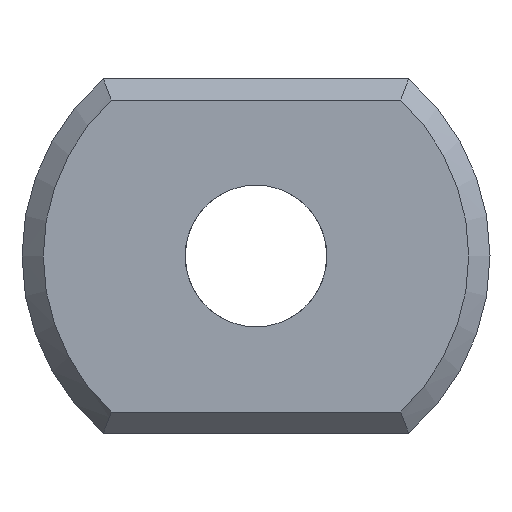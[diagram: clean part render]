
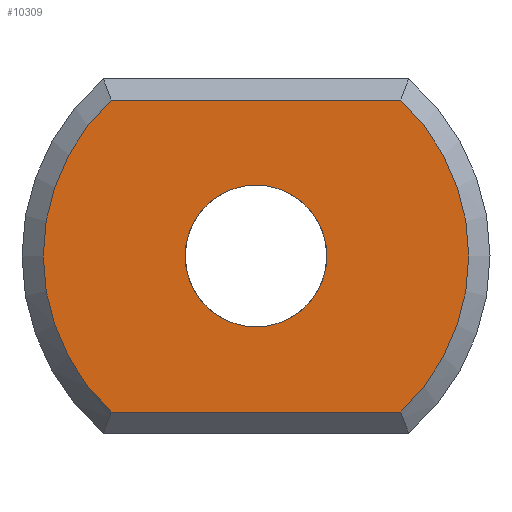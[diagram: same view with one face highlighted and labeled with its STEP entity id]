
A CAD part, left-side view. The second image highlights one B-rep face of the part: STEP entity #10309.
In plain terms, the highlighted planar face has unit normal (-1, 0, 0).
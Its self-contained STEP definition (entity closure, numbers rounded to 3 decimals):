
#24 = VERTEX_POINT('',#25);
#25 = CARTESIAN_POINT('',(0.,-2.04,2.2));
#33 = PLANE('',#34);
#34 = AXIS2_PLACEMENT_3D('',#35,#36,#37);
#35 = CARTESIAN_POINT('',(0.15,-2.154,2.35));
#36 = DIRECTION('',(0.707,0.,-0.707));
#37 = DIRECTION('',(0.,-1.,0.));
#45 = CONICAL_SURFACE('',#46,3.3,0.785);
#46 = AXIS2_PLACEMENT_3D('',#47,#48,#49);
#47 = CARTESIAN_POINT('',(0.3,0.,0.));
#48 = DIRECTION('',(1.,0.,0.));
#49 = DIRECTION('',(0.,-0.653,0.758));
#89 = VERTEX_POINT('',#90);
#90 = CARTESIAN_POINT('',(0.,2.04,2.2));
#105 = CONICAL_SURFACE('',#106,3.3,0.785);
#106 = AXIS2_PLACEMENT_3D('',#107,#108,#109);
#107 = CARTESIAN_POINT('',(0.3,0.,0.));
#108 = DIRECTION('',(1.,0.,0.));
#109 = DIRECTION('',(0.,0.653,-0.758));
#120 = EDGE_CURVE('',#24,#89,#121,.T.);
#121 = SURFACE_CURVE('',#122,(#126,#133),.PCURVE_S1.);
#122 = LINE('',#123,#124);
#123 = CARTESIAN_POINT('',(0.,-2.154,2.2));
#124 = VECTOR('',#125,1.);
#125 = DIRECTION('',(0.,1.,0.));
#126 = PCURVE('',#33,#127);
#127 = DEFINITIONAL_REPRESENTATION('',(#128),#132);
#128 = LINE('',#129,#130);
#129 = CARTESIAN_POINT('',(0.,0.212));
#130 = VECTOR('',#131,1.);
#131 = DIRECTION('',(-1.,0.));
#132 = ( GEOMETRIC_REPRESENTATION_CONTEXT(2) 
PARAMETRIC_REPRESENTATION_CONTEXT() REPRESENTATION_CONTEXT('2D SPACE',''
  ) );
#133 = PCURVE('',#134,#139);
#134 = PLANE('',#135);
#135 = AXIS2_PLACEMENT_3D('',#136,#137,#138);
#136 = CARTESIAN_POINT('',(0.,0.,0.));
#137 = DIRECTION('',(1.,0.,0.));
#138 = DIRECTION('',(0.,0.,1.));
#139 = DEFINITIONAL_REPRESENTATION('',(#140),#144);
#140 = LINE('',#141,#142);
#141 = CARTESIAN_POINT('',(2.2,2.154));
#142 = VECTOR('',#143,1.);
#143 = DIRECTION('',(0.,-1.));
#144 = ( GEOMETRIC_REPRESENTATION_CONTEXT(2) 
PARAMETRIC_REPRESENTATION_CONTEXT() REPRESENTATION_CONTEXT('2D SPACE',''
  ) );
#180 = VERTEX_POINT('',#181);
#181 = CARTESIAN_POINT('',(0.,-2.04,-2.2));
#199 = PLANE('',#200);
#200 = AXIS2_PLACEMENT_3D('',#201,#202,#203);
#201 = CARTESIAN_POINT('',(0.15,-2.154,-2.35));
#202 = DIRECTION('',(-0.707,0.,-0.707));
#203 = DIRECTION('',(0.,-1.,0.));
#211 = EDGE_CURVE('',#24,#180,#212,.T.);
#212 = SURFACE_CURVE('',#213,(#218,#225),.PCURVE_S1.);
#213 = CIRCLE('',#214,3.);
#214 = AXIS2_PLACEMENT_3D('',#215,#216,#217);
#215 = CARTESIAN_POINT('',(0.,0.,0.));
#216 = DIRECTION('',(1.,0.,0.));
#217 = DIRECTION('',(0.,-0.653,0.758)
  );
#218 = PCURVE('',#45,#219);
#219 = DEFINITIONAL_REPRESENTATION('',(#220),#224);
#220 = LINE('',#221,#222);
#221 = CARTESIAN_POINT('',(0.,-0.3));
#222 = VECTOR('',#223,1.);
#223 = DIRECTION('',(1.,-0.));
#224 = ( GEOMETRIC_REPRESENTATION_CONTEXT(2) 
PARAMETRIC_REPRESENTATION_CONTEXT() REPRESENTATION_CONTEXT('2D SPACE',''
  ) );
#225 = PCURVE('',#134,#226);
#226 = DEFINITIONAL_REPRESENTATION('',(#227),#231);
#227 = CIRCLE('',#228,3.);
#228 = AXIS2_PLACEMENT_2D('',#229,#230);
#229 = CARTESIAN_POINT('',(0.,0.));
#230 = DIRECTION('',(0.758,0.653));
#231 = ( GEOMETRIC_REPRESENTATION_CONTEXT(2) 
PARAMETRIC_REPRESENTATION_CONTEXT() REPRESENTATION_CONTEXT('2D SPACE',''
  ) );
#10309 = ADVANCED_FACE('',(#10310,#10359),#134,.F.);
#10310 = FACE_BOUND('',#10311,.F.);
#10311 = EDGE_LOOP('',(#10312,#10336,#10337,#10338));
#10312 = ORIENTED_EDGE('',*,*,#10313,.T.);
#10313 = EDGE_CURVE('',#10314,#89,#10316,.T.);
#10314 = VERTEX_POINT('',#10315);
#10315 = CARTESIAN_POINT('',(0.,2.04,-2.2));
#10316 = SURFACE_CURVE('',#10317,(#10322,#10329),.PCURVE_S1.);
#10317 = CIRCLE('',#10318,3.);
#10318 = AXIS2_PLACEMENT_3D('',#10319,#10320,#10321);
#10319 = CARTESIAN_POINT('',(0.,0.,0.));
#10320 = DIRECTION('',(1.,0.,0.));
#10321 = DIRECTION('',(0.,0.653,-0.758)
  );
#10322 = PCURVE('',#134,#10323);
#10323 = DEFINITIONAL_REPRESENTATION('',(#10324),#10328);
#10324 = CIRCLE('',#10325,3.);
#10325 = AXIS2_PLACEMENT_2D('',#10326,#10327);
#10326 = CARTESIAN_POINT('',(0.,0.));
#10327 = DIRECTION('',(-0.758,-0.653));
#10328 = ( GEOMETRIC_REPRESENTATION_CONTEXT(2) 
PARAMETRIC_REPRESENTATION_CONTEXT() REPRESENTATION_CONTEXT('2D SPACE',''
  ) );
#10329 = PCURVE('',#105,#10330);
#10330 = DEFINITIONAL_REPRESENTATION('',(#10331),#10335);
#10331 = LINE('',#10332,#10333);
#10332 = CARTESIAN_POINT('',(0.,-0.3));
#10333 = VECTOR('',#10334,1.);
#10334 = DIRECTION('',(1.,-0.));
#10335 = ( GEOMETRIC_REPRESENTATION_CONTEXT(2) 
PARAMETRIC_REPRESENTATION_CONTEXT() REPRESENTATION_CONTEXT('2D SPACE',''
  ) );
#10336 = ORIENTED_EDGE('',*,*,#120,.F.);
#10337 = ORIENTED_EDGE('',*,*,#211,.T.);
#10338 = ORIENTED_EDGE('',*,*,#10339,.T.);
#10339 = EDGE_CURVE('',#180,#10314,#10340,.T.);
#10340 = SURFACE_CURVE('',#10341,(#10345,#10352),.PCURVE_S1.);
#10341 = LINE('',#10342,#10343);
#10342 = CARTESIAN_POINT('',(0.,-2.154,-2.2));
#10343 = VECTOR('',#10344,1.);
#10344 = DIRECTION('',(0.,1.,0.));
#10345 = PCURVE('',#134,#10346);
#10346 = DEFINITIONAL_REPRESENTATION('',(#10347),#10351);
#10347 = LINE('',#10348,#10349);
#10348 = CARTESIAN_POINT('',(-2.2,2.154));
#10349 = VECTOR('',#10350,1.);
#10350 = DIRECTION('',(0.,-1.));
#10351 = ( GEOMETRIC_REPRESENTATION_CONTEXT(2) 
PARAMETRIC_REPRESENTATION_CONTEXT() REPRESENTATION_CONTEXT('2D SPACE',''
  ) );
#10352 = PCURVE('',#199,#10353);
#10353 = DEFINITIONAL_REPRESENTATION('',(#10354),#10358);
#10354 = LINE('',#10355,#10356);
#10355 = CARTESIAN_POINT('',(0.,0.212));
#10356 = VECTOR('',#10357,1.);
#10357 = DIRECTION('',(-1.,0.));
#10358 = ( GEOMETRIC_REPRESENTATION_CONTEXT(2) 
PARAMETRIC_REPRESENTATION_CONTEXT() REPRESENTATION_CONTEXT('2D SPACE',''
  ) );
#10359 = FACE_BOUND('',#10360,.T.);
#10360 = EDGE_LOOP('',(#10361));
#10361 = ORIENTED_EDGE('',*,*,#10362,.T.);
#10362 = EDGE_CURVE('',#10363,#10363,#10365,.T.);
#10363 = VERTEX_POINT('',#10364);
#10364 = CARTESIAN_POINT('',(0.,1.,0.));
#10365 = SURFACE_CURVE('',#10366,(#10371,#10378),.PCURVE_S1.);
#10366 = CIRCLE('',#10367,1.);
#10367 = AXIS2_PLACEMENT_3D('',#10368,#10369,#10370);
#10368 = CARTESIAN_POINT('',(0.,0.,0.));
#10369 = DIRECTION('',(1.,0.,0.));
#10370 = DIRECTION('',(0.,1.,0.));
#10371 = PCURVE('',#134,#10372);
#10372 = DEFINITIONAL_REPRESENTATION('',(#10373),#10377);
#10373 = CIRCLE('',#10374,1.);
#10374 = AXIS2_PLACEMENT_2D('',#10375,#10376);
#10375 = CARTESIAN_POINT('',(0.,0.));
#10376 = DIRECTION('',(0.,-1.));
#10377 = ( GEOMETRIC_REPRESENTATION_CONTEXT(2) 
PARAMETRIC_REPRESENTATION_CONTEXT() REPRESENTATION_CONTEXT('2D SPACE',''
  ) );
#10378 = PCURVE('',#10379,#10384);
#10379 = CYLINDRICAL_SURFACE('',#10380,1.);
#10380 = AXIS2_PLACEMENT_3D('',#10381,#10382,#10383);
#10381 = CARTESIAN_POINT('',(0.,0.,0.));
#10382 = DIRECTION('',(-1.,0.,0.));
#10383 = DIRECTION('',(0.,1.,0.));
#10384 = DEFINITIONAL_REPRESENTATION('',(#10385),#10389);
#10385 = LINE('',#10386,#10387);
#10386 = CARTESIAN_POINT('',(-0.,0.));
#10387 = VECTOR('',#10388,1.);
#10388 = DIRECTION('',(-1.,0.));
#10389 = ( GEOMETRIC_REPRESENTATION_CONTEXT(2) 
PARAMETRIC_REPRESENTATION_CONTEXT() REPRESENTATION_CONTEXT('2D SPACE',''
  ) );
